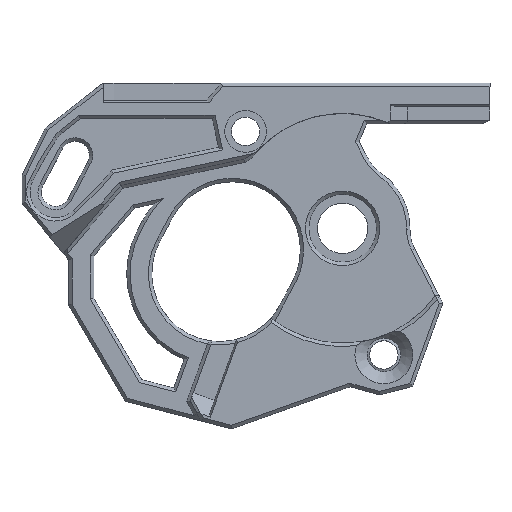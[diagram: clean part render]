
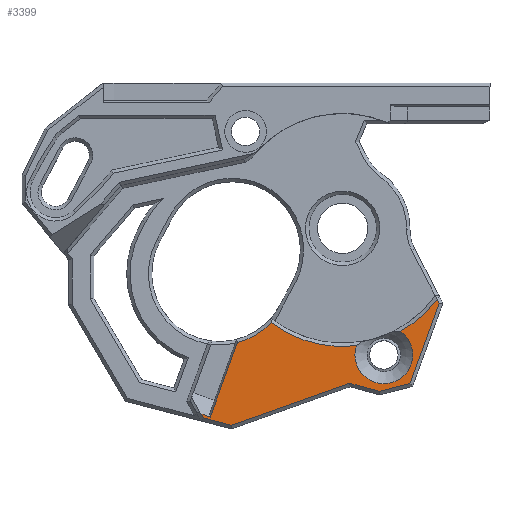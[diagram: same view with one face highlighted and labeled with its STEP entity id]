
A CAD part, top view. The second image highlights one B-rep face of the part: STEP entity #3399.
In plain terms, the highlighted planar face has unit normal (0, 0, 1).
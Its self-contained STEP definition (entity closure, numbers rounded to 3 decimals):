
#86=CIRCLE('',#3549,8.525);
#88=CIRCLE('',#3552,14.15);
#89=CIRCLE('',#3554,3.457);
#91=CIRCLE('',#3563,14.15);
#736=ORIENTED_EDGE('',*,*,#1313,.F.);
#737=ORIENTED_EDGE('',*,*,#1408,.F.);
#738=ORIENTED_EDGE('',*,*,#1485,.F.);
#739=ORIENTED_EDGE('',*,*,#1348,.F.);
#740=ORIENTED_EDGE('',*,*,#1356,.F.);
#741=ORIENTED_EDGE('',*,*,#1353,.F.);
#742=ORIENTED_EDGE('',*,*,#1350,.F.);
#743=ORIENTED_EDGE('',*,*,#1344,.F.);
#744=ORIENTED_EDGE('',*,*,#1338,.F.);
#745=ORIENTED_EDGE('',*,*,#1336,.F.);
#746=ORIENTED_EDGE('',*,*,#1333,.F.);
#747=ORIENTED_EDGE('',*,*,#1317,.T.);
#748=ORIENTED_EDGE('',*,*,#1315,.F.);
#1313=EDGE_CURVE('',#1754,#1752,#86,.T.);
#1315=EDGE_CURVE('',#1752,#1756,#88,.T.);
#1317=EDGE_CURVE('',#1757,#1756,#89,.T.);
#1333=EDGE_CURVE('',#1757,#1764,#91,.T.);
#1336=EDGE_CURVE('',#1764,#1767,#2086,.T.);
#1338=EDGE_CURVE('',#1767,#1768,#2088,.T.);
#1344=EDGE_CURVE('',#1768,#1772,#2094,.T.);
#1348=EDGE_CURVE('',#1774,#1775,#2098,.T.);
#1350=EDGE_CURVE('',#1772,#1776,#2100,.T.);
#1353=EDGE_CURVE('',#1776,#1778,#2103,.T.);
#1356=EDGE_CURVE('',#1778,#1774,#2106,.T.);
#1408=EDGE_CURVE('',#1811,#1754,#2143,.T.);
#1485=EDGE_CURVE('',#1775,#1811,#2212,.T.);
#1752=VERTEX_POINT('',#5055);
#1754=VERTEX_POINT('',#5059);
#1756=VERTEX_POINT('',#5065);
#1757=VERTEX_POINT('',#5072);
#1764=VERTEX_POINT('',#5103);
#1767=VERTEX_POINT('',#5117);
#1768=VERTEX_POINT('',#5121);
#1772=VERTEX_POINT('',#5133);
#1774=VERTEX_POINT('',#5139);
#1775=VERTEX_POINT('',#5141);
#1776=VERTEX_POINT('',#5145);
#1778=VERTEX_POINT('',#5151);
#1811=VERTEX_POINT('',#5265);
#2086=LINE('',#5116,#2459);
#2088=LINE('',#5120,#2461);
#2094=LINE('',#5132,#2467);
#2098=LINE('',#5140,#2471);
#2100=LINE('',#5144,#2473);
#2103=LINE('',#5150,#2476);
#2106=LINE('',#5155,#2479);
#2143=LINE('',#5266,#2516);
#2212=LINE('',#5425,#2585);
#2459=VECTOR('',#4099,1000.);
#2461=VECTOR('',#4103,1000.);
#2467=VECTOR('',#4113,1000.);
#2471=VECTOR('',#4119,1000.);
#2473=VECTOR('',#4123,1000.);
#2476=VECTOR('',#4128,1000.);
#2479=VECTOR('',#4133,1000.);
#2516=VECTOR('',#4252,1000.);
#2585=VECTOR('',#4417,1000.);
#2821=EDGE_LOOP('',(#736,#737,#738,#739,#740,#741,#742,#743,#744,#745,#746,
#747,#748));
#3044=FACE_BOUND('',#2821,.T.);
#3229=PLANE('',#3662);
#3399=ADVANCED_FACE('',(#3044),#3229,.F.);
#3549=AXIS2_PLACEMENT_3D('',#5060,#4053,#4054);
#3552=AXIS2_PLACEMENT_3D('',#5064,#4059,#4060);
#3554=AXIS2_PLACEMENT_3D('',#5071,#4063,#4064);
#3563=AXIS2_PLACEMENT_3D('',#5111,#4092,#4093);
#3662=AXIS2_PLACEMENT_3D('',#5427,#4419,#4420);
#4053=DIRECTION('',(0.,0.,1.));
#4054=DIRECTION('',(1.,0.,0.));
#4059=DIRECTION('',(0.,0.,1.));
#4060=DIRECTION('',(-1.,0.,0.));
#4063=DIRECTION('',(0.,0.,-1.));
#4064=DIRECTION('',(-1.,0.,0.));
#4092=DIRECTION('',(0.,0.,1.));
#4093=DIRECTION('',(1.,0.,0.));
#4099=DIRECTION('',(0.46,-0.888,0.));
#4103=DIRECTION('',(-0.342,-0.94,0.));
#4113=DIRECTION('',(-0.968,-0.251,0.));
#4119=DIRECTION('',(-0.465,0.885,0.));
#4123=DIRECTION('',(-0.965,0.261,0.));
#4128=DIRECTION('',(-0.942,-0.336,0.));
#4133=DIRECTION('',(-0.968,0.251,0.));
#4252=DIRECTION('',(0.342,0.94,0.));
#4417=DIRECTION('',(0.94,-0.342,0.));
#4419=DIRECTION('',(0.,0.,-1.));
#4420=DIRECTION('',(0.,-1.,0.));
#5055=CARTESIAN_POINT('',(5.587,-6.983,7.55));
#5059=CARTESIAN_POINT('',(1.534,-9.36,7.55));
#5060=CARTESIAN_POINT('',(-0.587,-1.104,7.55));
#5064=CARTESIAN_POINT('',(14.11,4.312,7.55));
#5065=CARTESIAN_POINT('',(15.775,-9.739,7.55));
#5071=CARTESIAN_POINT('',(19.053,-10.838,7.55));
#5072=CARTESIAN_POINT('',(21.052,-8.018,7.55));
#5103=CARTESIAN_POINT('',(25.421,-4.19,7.55));
#5111=CARTESIAN_POINT('',(14.11,4.312,7.55));
#5116=CARTESIAN_POINT('',(17.5,11.118,7.55));
#5117=CARTESIAN_POINT('',(25.674,-4.679,7.55));
#5120=CARTESIAN_POINT('',(23.579,-10.435,7.55));
#5121=CARTESIAN_POINT('',(22.186,-14.262,7.55));
#5132=CARTESIAN_POINT('',(5.413,-18.605,7.55));
#5133=CARTESIAN_POINT('',(18.577,-15.197,7.55));
#5139=CARTESIAN_POINT('',(-2.563,-18.377,7.55));
#5140=CARTESIAN_POINT('',(-5.873,-12.083,7.55));
#5141=CARTESIAN_POINT('',(-2.826,-17.876,7.55));
#5144=CARTESIAN_POINT('',(10.819,-13.1,7.55));
#5145=CARTESIAN_POINT('',(14.993,-14.228,7.55));
#5150=CARTESIAN_POINT('',(5.895,-17.471,7.55));
#5151=CARTESIAN_POINT('',(0.865,-19.264,7.55));
#5155=CARTESIAN_POINT('',(-1.94,-18.538,7.55));
#5265=CARTESIAN_POINT('',(-1.712,-18.281,7.55));
#5266=CARTESIAN_POINT('',(3.417,-4.188,7.55));
#5425=CARTESIAN_POINT('',(-1.981,-18.183,7.55));
#5427=CARTESIAN_POINT('',(5.288,0.501,7.55));
